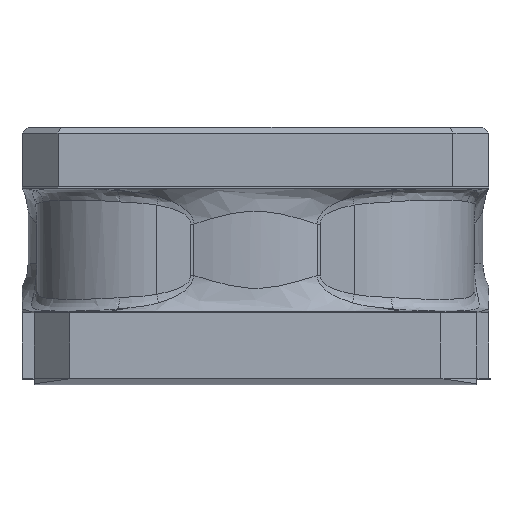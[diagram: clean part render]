
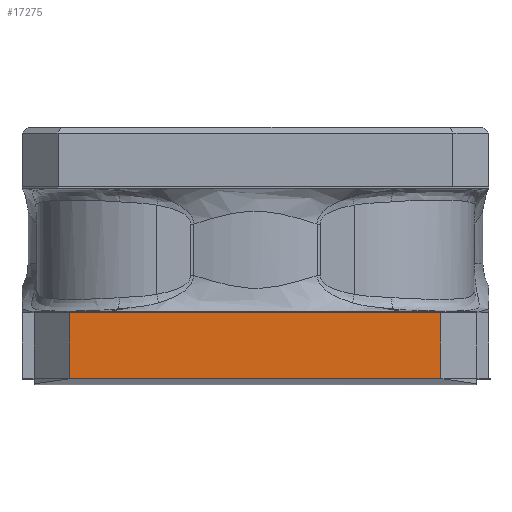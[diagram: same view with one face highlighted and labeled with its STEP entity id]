
A CAD part, left-side view. The second image highlights one B-rep face of the part: STEP entity #17275.
In plain terms, the highlighted planar face has unit normal (-1, 0, 0).
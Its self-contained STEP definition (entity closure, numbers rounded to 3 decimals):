
#4764 = PLANE('',#4765);
#4765 = AXIS2_PLACEMENT_3D('',#4766,#4767,#4768);
#4766 = CARTESIAN_POINT('',(1.95,1.954,0.673));
#4767 = DIRECTION('',(0.,0.,-1.));
#4768 = DIRECTION('',(0.,1.,0.));
#13709 = VERTEX_POINT('',#13710);
#13710 = CARTESIAN_POINT('',(-1.95,-1.546,
    0.122));
#13757 = PLANE('',#13758);
#13758 = AXIS2_PLACEMENT_3D('',#13759,#13760,#13761);
#13759 = CARTESIAN_POINT('',(-3.229,1.955,
    0.119));
#13760 = DIRECTION('',(0.002,0.,
    -1.));
#13761 = DIRECTION('',(-1.,0.,
    -0.002));
#14107 = PLANE('',#14108);
#14108 = AXIS2_PLACEMENT_3D('',#14109,#14110,#14111);
#14109 = CARTESIAN_POINT('',(-1.65,-1.846,1.323));
#14110 = DIRECTION('',(0.707,0.707,0.
    ));
#14111 = DIRECTION('',(0.707,-0.707,0.
    ));
#14169 = VERTEX_POINT('',#14170);
#14170 = CARTESIAN_POINT('',(-1.95,1.554,0.122));
#14193 = EDGE_CURVE('',#13709,#14169,#14194,.T.);
#14194 = SURFACE_CURVE('',#14195,(#14199,#14206),.PCURVE_S1.);
#14195 = LINE('',#14196,#14197);
#14196 = CARTESIAN_POINT('',(-1.95,-1.846,0.122));
#14197 = VECTOR('',#14198,1.);
#14198 = DIRECTION('',(0.,1.,0.));
#14199 = PCURVE('',#13757,#14200);
#14200 = DEFINITIONAL_REPRESENTATION('',(#14201),#14205);
#14201 = LINE('',#14202,#14203);
#14202 = CARTESIAN_POINT('',(-1.279,-3.801));
#14203 = VECTOR('',#14204,1.);
#14204 = DIRECTION('',(0.,1.));
#14205 = ( GEOMETRIC_REPRESENTATION_CONTEXT(2) 
PARAMETRIC_REPRESENTATION_CONTEXT() REPRESENTATION_CONTEXT('2D SPACE',''
  ) );
#14206 = PCURVE('',#14207,#14212);
#14207 = PLANE('',#14208);
#14208 = AXIS2_PLACEMENT_3D('',#14209,#14210,#14211);
#14209 = CARTESIAN_POINT('',(-1.95,-1.946,0.123));
#14210 = DIRECTION('',(1.,0.,0.));
#14211 = DIRECTION('',(0.,-1.,0.));
#14212 = DEFINITIONAL_REPRESENTATION('',(#14213),#14217);
#14213 = LINE('',#14214,#14215);
#14214 = CARTESIAN_POINT('',(-0.1,0.001));
#14215 = VECTOR('',#14216,1.);
#14216 = DIRECTION('',(-1.,0.));
#14217 = ( GEOMETRIC_REPRESENTATION_CONTEXT(2) 
PARAMETRIC_REPRESENTATION_CONTEXT() REPRESENTATION_CONTEXT('2D SPACE',''
  ) );
#14240 = PLANE('',#14241);
#14241 = AXIS2_PLACEMENT_3D('',#14242,#14243,#14244);
#14242 = CARTESIAN_POINT('',(-1.95,1.554,0.123));
#14243 = DIRECTION('',(0.707,-0.707,0.
    ));
#14244 = DIRECTION('',(-0.707,-0.707,
    0.));
#17204 = VERTEX_POINT('',#17205);
#17205 = CARTESIAN_POINT('',(-1.95,-1.546,0.673));
#17228 = EDGE_CURVE('',#13709,#17204,#17229,.T.);
#17229 = SURFACE_CURVE('',#17230,(#17234,#17241),.PCURVE_S1.);
#17230 = LINE('',#17231,#17232);
#17231 = CARTESIAN_POINT('',(-1.95,-1.546,0.123));
#17232 = VECTOR('',#17233,1.);
#17233 = DIRECTION('',(0.,0.,1.));
#17234 = PCURVE('',#14107,#17235);
#17235 = DEFINITIONAL_REPRESENTATION('',(#17236),#17240);
#17236 = LINE('',#17237,#17238);
#17237 = CARTESIAN_POINT('',(-0.424,1.2));
#17238 = VECTOR('',#17239,1.);
#17239 = DIRECTION('',(0.,-1.));
#17240 = ( GEOMETRIC_REPRESENTATION_CONTEXT(2) 
PARAMETRIC_REPRESENTATION_CONTEXT() REPRESENTATION_CONTEXT('2D SPACE',''
  ) );
#17241 = PCURVE('',#14207,#17242);
#17242 = DEFINITIONAL_REPRESENTATION('',(#17243),#17247);
#17243 = LINE('',#17244,#17245);
#17244 = CARTESIAN_POINT('',(-0.4,0.));
#17245 = VECTOR('',#17246,1.);
#17246 = DIRECTION('',(0.,-1.));
#17247 = ( GEOMETRIC_REPRESENTATION_CONTEXT(2) 
PARAMETRIC_REPRESENTATION_CONTEXT() REPRESENTATION_CONTEXT('2D SPACE',''
  ) );
#17275 = ADVANCED_FACE('',(#17276),#14207,.F.);
#17276 = FACE_BOUND('',#17277,.T.);
#17277 = EDGE_LOOP('',(#17278,#17279,#17280,#17303));
#17278 = ORIENTED_EDGE('',*,*,#14193,.F.);
#17279 = ORIENTED_EDGE('',*,*,#17228,.T.);
#17280 = ORIENTED_EDGE('',*,*,#17281,.T.);
#17281 = EDGE_CURVE('',#17204,#17282,#17284,.T.);
#17282 = VERTEX_POINT('',#17283);
#17283 = CARTESIAN_POINT('',(-1.95,1.554,0.673));
#17284 = SURFACE_CURVE('',#17285,(#17289,#17296),.PCURVE_S1.);
#17285 = LINE('',#17286,#17287);
#17286 = CARTESIAN_POINT('',(-1.95,-1.946,0.673));
#17287 = VECTOR('',#17288,1.);
#17288 = DIRECTION('',(0.,1.,0.));
#17289 = PCURVE('',#14207,#17290);
#17290 = DEFINITIONAL_REPRESENTATION('',(#17291),#17295);
#17291 = LINE('',#17292,#17293);
#17292 = CARTESIAN_POINT('',(0.,-0.55));
#17293 = VECTOR('',#17294,1.);
#17294 = DIRECTION('',(-1.,0.));
#17295 = ( GEOMETRIC_REPRESENTATION_CONTEXT(2) 
PARAMETRIC_REPRESENTATION_CONTEXT() REPRESENTATION_CONTEXT('2D SPACE',''
  ) );
#17296 = PCURVE('',#4764,#17297);
#17297 = DEFINITIONAL_REPRESENTATION('',(#17298),#17302);
#17298 = LINE('',#17299,#17300);
#17299 = CARTESIAN_POINT('',(-3.9,-3.9));
#17300 = VECTOR('',#17301,1.);
#17301 = DIRECTION('',(1.,0.));
#17302 = ( GEOMETRIC_REPRESENTATION_CONTEXT(2) 
PARAMETRIC_REPRESENTATION_CONTEXT() REPRESENTATION_CONTEXT('2D SPACE',''
  ) );
#17303 = ORIENTED_EDGE('',*,*,#17304,.T.);
#17304 = EDGE_CURVE('',#17282,#14169,#17305,.T.);
#17305 = SURFACE_CURVE('',#17306,(#17310,#17317),.PCURVE_S1.);
#17306 = LINE('',#17307,#17308);
#17307 = CARTESIAN_POINT('',(-1.95,1.554,0.123));
#17308 = VECTOR('',#17309,1.);
#17309 = DIRECTION('',(0.,0.,-1.));
#17310 = PCURVE('',#14207,#17311);
#17311 = DEFINITIONAL_REPRESENTATION('',(#17312),#17316);
#17312 = LINE('',#17313,#17314);
#17313 = CARTESIAN_POINT('',(-3.5,0.));
#17314 = VECTOR('',#17315,1.);
#17315 = DIRECTION('',(0.,1.));
#17316 = ( GEOMETRIC_REPRESENTATION_CONTEXT(2) 
PARAMETRIC_REPRESENTATION_CONTEXT() REPRESENTATION_CONTEXT('2D SPACE',''
  ) );
#17317 = PCURVE('',#14240,#17318);
#17318 = DEFINITIONAL_REPRESENTATION('',(#17319),#17323);
#17319 = LINE('',#17320,#17321);
#17320 = CARTESIAN_POINT('',(0.,0.));
#17321 = VECTOR('',#17322,1.);
#17322 = DIRECTION('',(0.,1.));
#17323 = ( GEOMETRIC_REPRESENTATION_CONTEXT(2) 
PARAMETRIC_REPRESENTATION_CONTEXT() REPRESENTATION_CONTEXT('2D SPACE',''
  ) );
